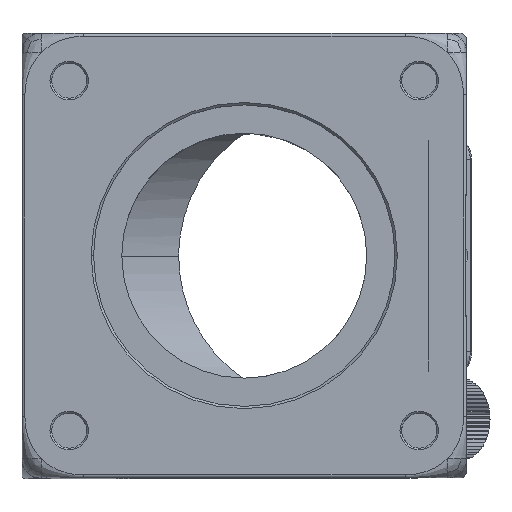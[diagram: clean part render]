
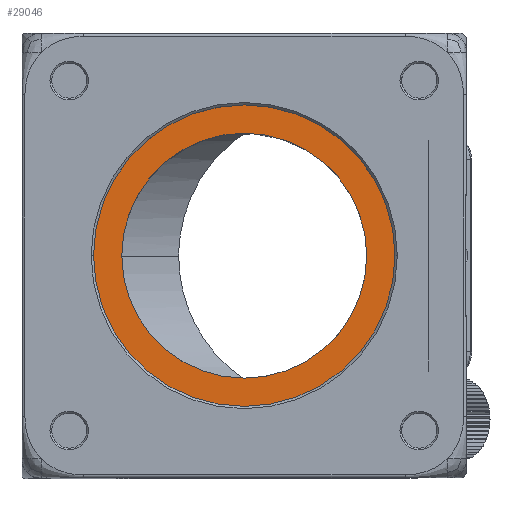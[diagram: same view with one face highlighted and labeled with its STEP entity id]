
A CAD part, top view. The second image highlights one B-rep face of the part: STEP entity #29046.
In plain terms, the highlighted planar face has unit normal (0, 0, 1).
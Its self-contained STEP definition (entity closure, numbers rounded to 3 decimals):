
#1028 = PLANE ( 'NONE',  #80746 ) ;
#3070 = ORIENTED_EDGE ( 'NONE', *, *, #56095, .T. ) ;
#4155 = AXIS2_PLACEMENT_3D ( 'NONE', #71764, #66387, #72584 ) ;
#6068 = CARTESIAN_POINT ( 'NONE',  ( -79.385, 10.472, 81.009 ) ) ;
#6283 = AXIS2_PLACEMENT_3D ( 'NONE', #10561, #47398, #54844 ) ;
#7240 = VERTEX_POINT ( 'NONE', #65031 ) ;
#7597 = CIRCLE ( 'NONE', #6283, 21. ) ;
#10113 = EDGE_CURVE ( 'NONE', #80603, #7240, #7597, .T. ) ;
#10266 = VERTEX_POINT ( 'NONE', #18358 ) ;
#10561 = CARTESIAN_POINT ( 'NONE',  ( -58.385, 10.472, 81.009 ) ) ;
#13095 = ORIENTED_EDGE ( 'NONE', *, *, #69647, .T. ) ;
#15613 = AXIS2_PLACEMENT_3D ( 'NONE', #35857, #49064, #68137 ) ;
#16926 = DIRECTION ( 'NONE',  ( 1., 0., 0. ) ) ;
#18358 = CARTESIAN_POINT ( 'NONE',  ( -84.485, 10.472, 81.009 ) ) ;
#20895 = CARTESIAN_POINT ( 'NONE',  ( -58.385, 10.472, 81.009 ) ) ;
#25693 = EDGE_CURVE ( 'NONE', #7240, #80603, #47348, .T. ) ;
#27119 = FACE_BOUND ( 'NONE', #69789, .T. ) ;
#29046 = ADVANCED_FACE ( 'NONE', ( #27119, #57775 ), #1028, .T. ) ;
#35857 = CARTESIAN_POINT ( 'NONE',  ( -58.385, 10.472, 81.009 ) ) ;
#36748 = DIRECTION ( 'NONE',  ( 0., 0., 1. ) ) ;
#42731 = CARTESIAN_POINT ( 'NONE',  ( -32.285, 10.472, 81.009 ) ) ;
#44873 = AXIS2_PLACEMENT_3D ( 'NONE', #81062, #36748, #16926 ) ;
#46163 = DIRECTION ( 'NONE',  ( 0., 0., 1. ) ) ;
#47348 = CIRCLE ( 'NONE', #15613, 21. ) ;
#47398 = DIRECTION ( 'NONE',  ( 0., 0., -1. ) ) ;
#48085 = ORIENTED_EDGE ( 'NONE', *, *, #25693, .T. ) ;
#48291 = VERTEX_POINT ( 'NONE', #42731 ) ;
#49064 = DIRECTION ( 'NONE',  ( 0., 0., -1. ) ) ;
#54844 = DIRECTION ( 'NONE',  ( 1., 0., 0. ) ) ;
#56095 = EDGE_CURVE ( 'NONE', #48291, #10266, #79518, .T. ) ;
#57775 = FACE_OUTER_BOUND ( 'NONE', #65040, .T. ) ;
#65031 = CARTESIAN_POINT ( 'NONE',  ( -37.385, 10.472, 81.009 ) ) ;
#65040 = EDGE_LOOP ( 'NONE', ( #13095, #3070 ) ) ;
#66387 = DIRECTION ( 'NONE',  ( 0., 0., 1. ) ) ;
#68137 = DIRECTION ( 'NONE',  ( 1., 0., 0. ) ) ;
#69647 = EDGE_CURVE ( 'NONE', #10266, #48291, #81747, .T. ) ;
#69789 = EDGE_LOOP ( 'NONE', ( #48085, #75579 ) ) ;
#71448 = DIRECTION ( 'NONE',  ( 1., 0., 0. ) ) ;
#71764 = CARTESIAN_POINT ( 'NONE',  ( -58.385, 10.472, 81.009 ) ) ;
#72584 = DIRECTION ( 'NONE',  ( 1., 0., 0. ) ) ;
#75579 = ORIENTED_EDGE ( 'NONE', *, *, #10113, .T. ) ;
#79518 = CIRCLE ( 'NONE', #4155, 26.1 ) ;
#80603 = VERTEX_POINT ( 'NONE', #6068 ) ;
#80746 = AXIS2_PLACEMENT_3D ( 'NONE', #20895, #46163, #71448 ) ;
#81062 = CARTESIAN_POINT ( 'NONE',  ( -58.385, 10.472, 81.009 ) ) ;
#81747 = CIRCLE ( 'NONE', #44873, 26.1 ) ;
